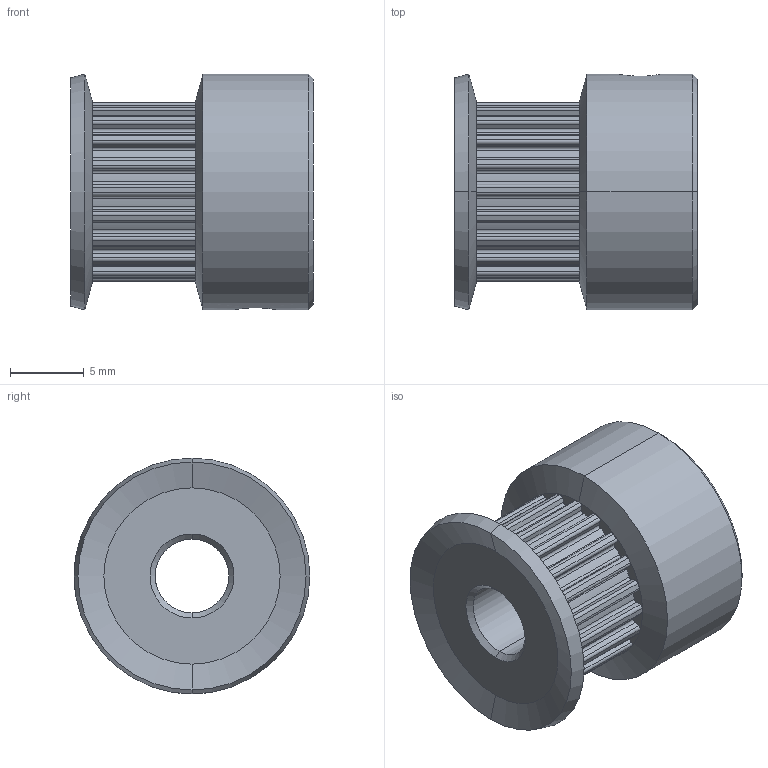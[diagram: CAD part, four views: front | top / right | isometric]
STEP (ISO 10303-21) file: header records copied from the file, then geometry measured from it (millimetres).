
FILE_DESCRIPTION (( 'STEP AP203' ), '1' );
FILE_NAME ('Pulley.STEP_Default_sldprt.STEP', '2020-12-08T06:44:15', ( 'user' ), ( '' ), 'SwSTEP 2.0', 'SolidWorks 2020', '' );
FILE_SCHEMA (( 'CONFIG_CONTROL_DESIGN' ));
Length unit declared in the file: millimetre
Products named in the file (1): Pulley.STEP_Default_sldprt
Bounding box: 16.47 x 16 x 16 mm (x, y, z)
Volume: 2090.8 mm3; surface area: 1694.3 mm2
Topology: 1 solids, 1 shells, 186 faces, 540 edges, 356 vertices
Faces by surface type: cylinder 108, plane 64, cone 14
Entity records: 6934 total; most frequent: CARTESIAN_POINT 1740, DIRECTION 1126, ORIENTED_EDGE 1080, EDGE_CURVE 540, AXIS2_PLACEMENT_3D 411, VERTEX_POINT 356, LINE 304, VECTOR 304
